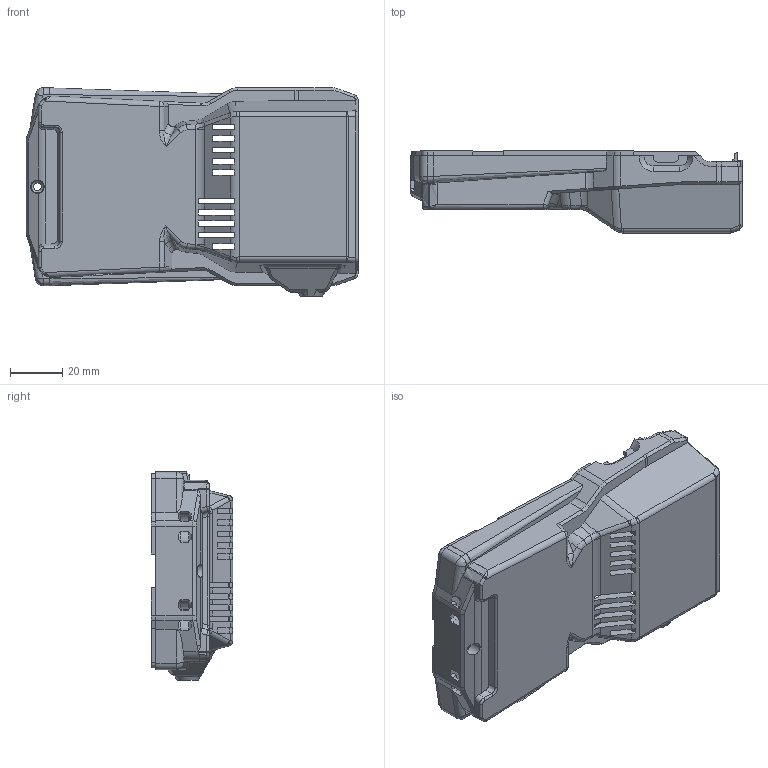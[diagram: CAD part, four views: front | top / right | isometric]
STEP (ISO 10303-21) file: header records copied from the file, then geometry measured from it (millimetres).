
FILE_DESCRIPTION(/* description */ (''),/* implementation_level */ '2;1');
FILE_NAME(/* name */ 'uCritAir Radio Ext Bottom v1-110625.step',/* time_stamp */ '2025-11-06T22:58:46-07:00',/* author */ (''),/* organization */ (''),/* preprocessor_version */ 'ST-DEVELOPER v20.1',/* originating_system */ 'Autodesk Translation Framework v14.21.0.0',/* authorisation */ '');
FILE_SCHEMA (('AUTOMOTIVE_DESIGN { 1 0 10303 214 3 1 1 }'));
Length unit declared in the file: millimetre
Products named in the file (1): uCritAir Radio Ext Bottom v1-110625
Bounding box: 127.5 x 31.4 x 80 mm (x, y, z)
Volume: 34300.7 mm3; surface area: 46323.4 mm2
Topology: 1 solids, 2 shells, 870 faces, 2481 edges, 1596 vertices
Faces by surface type: plane 517, cylinder 164, bspline 151, cone 30, sphere 8
Full cylindrical faces by diameter (mm): 3 x1, 5 x3, 5.2 x1, 6.4 x1
Entity records: 32928 total; most frequent: CARTESIAN_POINT 11145, ORIENTED_EDGE 4954, DIRECTION 3959, EDGE_CURVE 2477, LINE 1655, VECTOR 1655, VERTEX_POINT 1596, AXIS2_PLACEMENT_3D 1152
